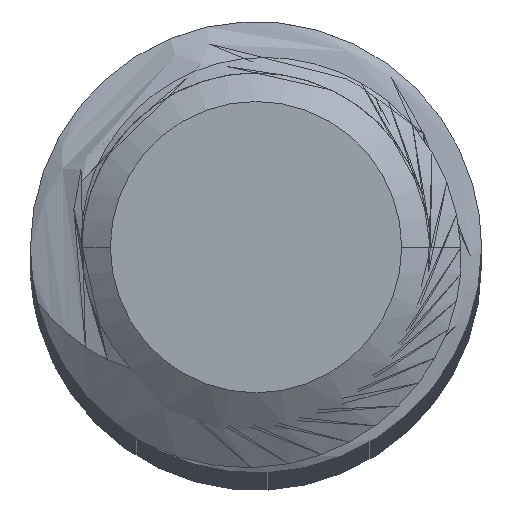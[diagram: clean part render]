
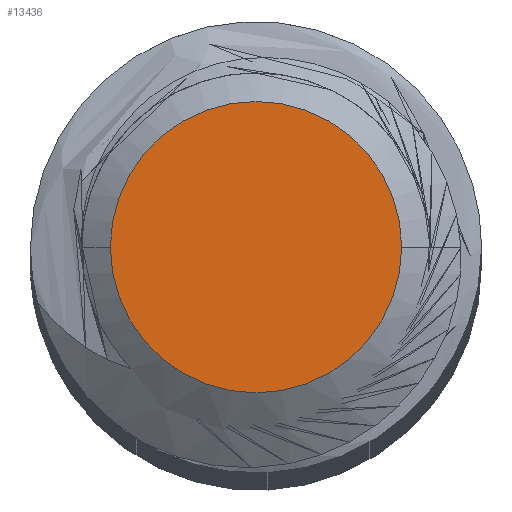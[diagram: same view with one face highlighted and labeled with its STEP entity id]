
A CAD part, top view. The second image highlights one B-rep face of the part: STEP entity #13436.
In plain terms, the highlighted planar face has unit normal (0, 0, 1).
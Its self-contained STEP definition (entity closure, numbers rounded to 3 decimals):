
#2762 = EDGE_CURVE ( 'NONE', #7517, #27540, #22023, .T. ) ;
#2950 = CARTESIAN_POINT ( 'NONE',  ( 0., 0., 0. ) ) ;
#4474 = DIRECTION ( 'NONE',  ( 1., 0., 0. ) ) ;
#5089 = DIRECTION ( 'NONE',  ( 0., 0., 1. ) ) ;
#7517 = VERTEX_POINT ( 'NONE', #8687 ) ;
#8687 = CARTESIAN_POINT ( 'NONE',  ( 1.291, 0., 0. ) ) ;
#9454 = AXIS2_PLACEMENT_3D ( 'NONE', #2950, #23761, #9743 ) ;
#9743 = DIRECTION ( 'NONE',  ( 1., 0., 0. ) ) ;
#11051 = CARTESIAN_POINT ( 'NONE',  ( -1.291, 0., 0. ) ) ;
#13436 = ADVANCED_FACE ( 'NONE', ( #26010 ), #25221, .T. ) ;
#14089 = CIRCLE ( 'NONE', #9454, 1.291 ) ;
#14194 = DIRECTION ( 'NONE',  ( 1., 0., 0. ) ) ;
#17031 = AXIS2_PLACEMENT_3D ( 'NONE', #20772, #5089, #14194 ) ;
#18178 = CARTESIAN_POINT ( 'NONE',  ( 0., 0., 0. ) ) ;
#20772 = CARTESIAN_POINT ( 'NONE',  ( 0., 0., 0. ) ) ;
#21683 = EDGE_LOOP ( 'NONE', ( #23211, #24259 ) ) ;
#22023 = CIRCLE ( 'NONE', #17031, 1.291 ) ;
#22594 = EDGE_CURVE ( 'NONE', #27540, #7517, #14089, .T. ) ;
#22841 = AXIS2_PLACEMENT_3D ( 'NONE', #18178, #27527, #4474 ) ;
#23211 = ORIENTED_EDGE ( 'NONE', *, *, #22594, .T. ) ;
#23761 = DIRECTION ( 'NONE',  ( 0., 0., 1. ) ) ;
#24259 = ORIENTED_EDGE ( 'NONE', *, *, #2762, .T. ) ;
#25221 = PLANE ( 'NONE',  #22841 ) ;
#26010 = FACE_OUTER_BOUND ( 'NONE', #21683, .T. ) ;
#27527 = DIRECTION ( 'NONE',  ( 0., 0., 1. ) ) ;
#27540 = VERTEX_POINT ( 'NONE', #11051 ) ;
